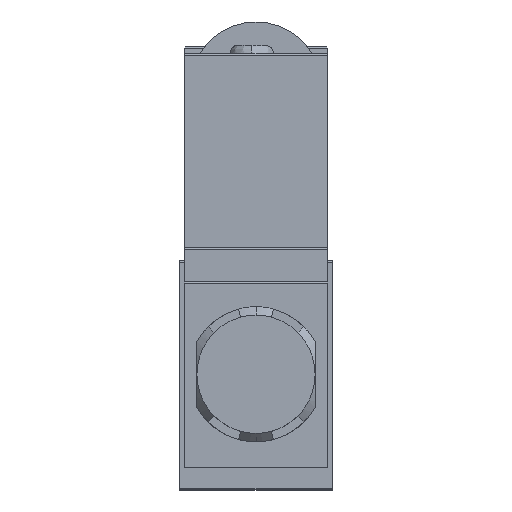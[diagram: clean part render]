
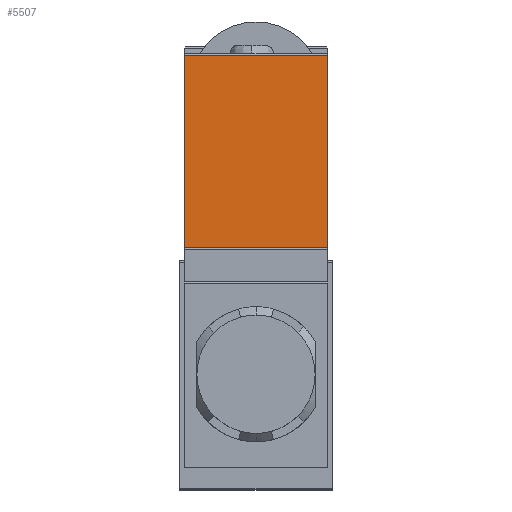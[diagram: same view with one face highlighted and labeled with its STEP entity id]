
A CAD part, top view. The second image highlights one B-rep face of the part: STEP entity #5507.
In plain terms, the highlighted planar face has unit normal (0, 0, 1).
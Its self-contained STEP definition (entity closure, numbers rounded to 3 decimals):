
#64 = VERTEX_POINT ( 'NONE', #6401 ) ;
#662 = CARTESIAN_POINT ( 'NONE',  ( -8.5, 15., 43. ) ) ;
#940 = EDGE_LOOP ( 'NONE', ( #6877, #9335, #4225, #2625 ) ) ;
#958 = FACE_OUTER_BOUND ( 'NONE', #940, .T. ) ;
#963 = PLANE ( 'NONE',  #4157 ) ;
#1467 = VERTEX_POINT ( 'NONE', #8600 ) ;
#1495 = LINE ( 'NONE', #3455, #7367 ) ;
#1780 = DIRECTION ( 'NONE',  ( -1., 0., 0. ) ) ;
#1950 = DIRECTION ( 'NONE',  ( -1., 0., 0. ) ) ;
#2417 = VECTOR ( 'NONE', #8545, 1000. ) ;
#2625 = ORIENTED_EDGE ( 'NONE', *, *, #3710, .F. ) ;
#2647 = CARTESIAN_POINT ( 'NONE',  ( 8.5, 37.8, 43. ) ) ;
#2677 = EDGE_CURVE ( 'NONE', #4383, #64, #4436, .T. ) ;
#2759 = CARTESIAN_POINT ( 'NONE',  ( 8.5, 37.8, 43. ) ) ;
#3100 = EDGE_CURVE ( 'NONE', #64, #9733, #4916, .T. ) ;
#3455 = CARTESIAN_POINT ( 'NONE',  ( 0., 15., 43. ) ) ;
#3536 = CARTESIAN_POINT ( 'NONE',  ( 8.5, 38., 43. ) ) ;
#3710 = EDGE_CURVE ( 'NONE', #9733, #1467, #9762, .T. ) ;
#4157 = AXIS2_PLACEMENT_3D ( 'NONE', #4801, #6325, #1780 ) ;
#4225 = ORIENTED_EDGE ( 'NONE', *, *, #6187, .F. ) ;
#4383 = VERTEX_POINT ( 'NONE', #662 ) ;
#4436 = LINE ( 'NONE', #6219, #2417 ) ;
#4801 = CARTESIAN_POINT ( 'NONE',  ( 8.5, 38., 43. ) ) ;
#4916 = LINE ( 'NONE', #2759, #7190 ) ;
#5507 = ADVANCED_FACE ( 'NONE', ( #958 ), #963, .F. ) ;
#5805 = DIRECTION ( 'NONE',  ( 1., 0., 0. ) ) ;
#6187 = EDGE_CURVE ( 'NONE', #1467, #4383, #1495, .T. ) ;
#6219 = CARTESIAN_POINT ( 'NONE',  ( -8.5, 38., 43. ) ) ;
#6325 = DIRECTION ( 'NONE',  ( 0., 0., -1. ) ) ;
#6401 = CARTESIAN_POINT ( 'NONE',  ( -8.5, 37.8, 43. ) ) ;
#6877 = ORIENTED_EDGE ( 'NONE', *, *, #3100, .F. ) ;
#7190 = VECTOR ( 'NONE', #5805, 1000. ) ;
#7367 = VECTOR ( 'NONE', #1950, 1000. ) ;
#7507 = VECTOR ( 'NONE', #8878, 1000. ) ;
#8545 = DIRECTION ( 'NONE',  ( 0., 1., 0. ) ) ;
#8600 = CARTESIAN_POINT ( 'NONE',  ( 8.5, 15., 43. ) ) ;
#8878 = DIRECTION ( 'NONE',  ( 0., -1., 0. ) ) ;
#9335 = ORIENTED_EDGE ( 'NONE', *, *, #2677, .F. ) ;
#9733 = VERTEX_POINT ( 'NONE', #2647 ) ;
#9762 = LINE ( 'NONE', #3536, #7507 ) ;
